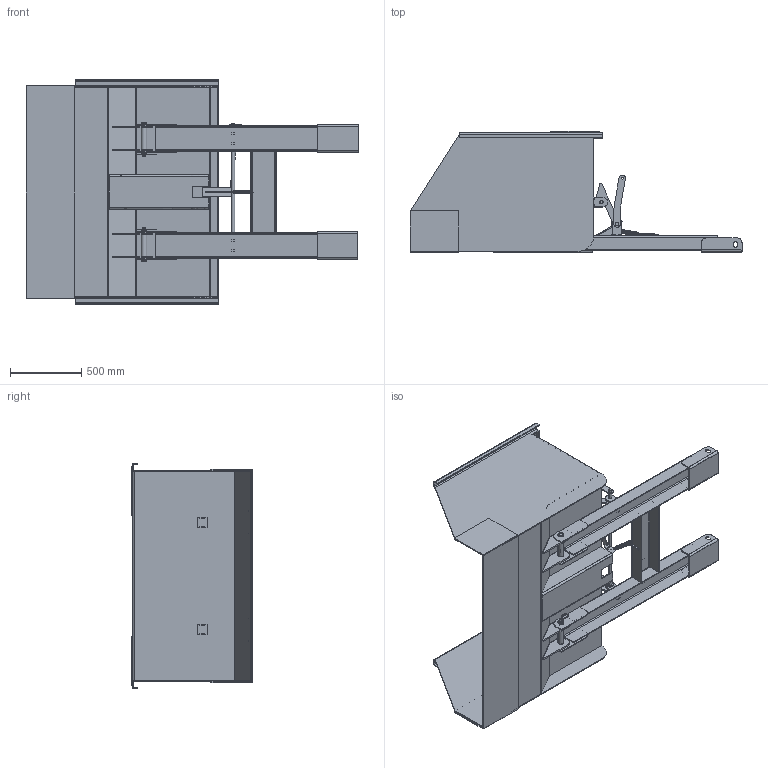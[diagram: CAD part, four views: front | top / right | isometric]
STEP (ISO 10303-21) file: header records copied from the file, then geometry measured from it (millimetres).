
FILE_DESCRIPTION(('FreeCAD Model'),'2;1');
FILE_NAME('Open CASCADE Shape Model','2025-05-09T18:21:16',('FreeCAD'),( 'FreeCAD'),'Open CASCADE STEP processor 7.6','FreeCAD','Unknown');
FILE_SCHEMA(('AUTOMOTIVE_DESIGN { 1 0 10303 214 1 1 1 1 }'));
Products named in the file (1): Open CASCADE STEP translator 7.6 1
Bounding box: 2329.02 x 848.69 x 1583.62 mm (x, y, z)
Volume: 56575087.5 mm3; surface area: 16779290.4 mm2
Topology: 58 solids, 58 shells, 905 faces, 2103 edges, 1308 vertices
Faces by surface type: bspline 905
Entity records: 50578 total; most frequent: CARTESIAN_POINT 37944, ORIENTED_EDGE 4190, EDGE_CURVE 2095, B_SPLINE_CURVE_WITH_KNOTS 1449, VERTEX_POINT 1308, FACE_BOUND 1009, EDGE_LOOP 1009, ADVANCED_FACE 905
